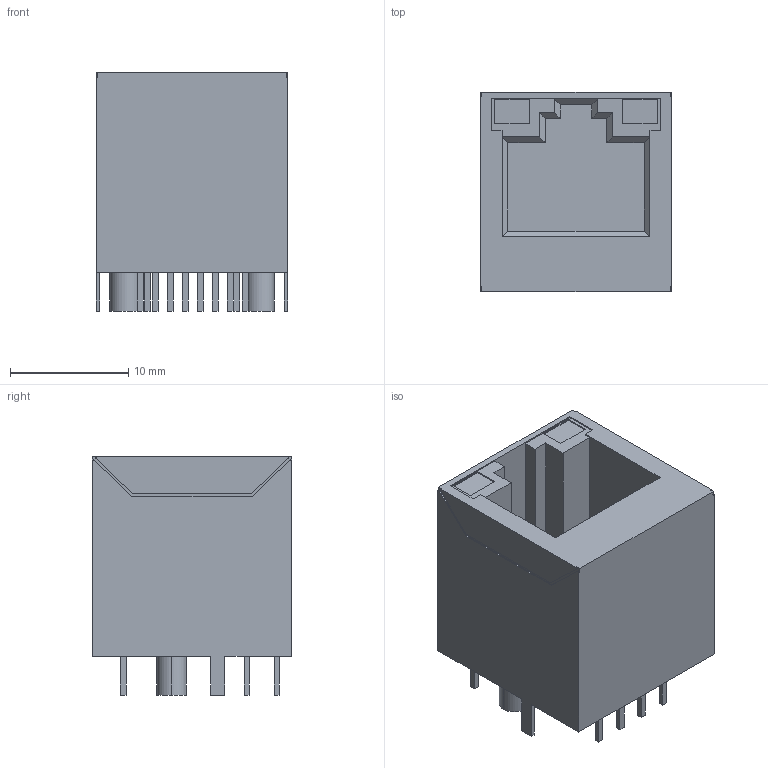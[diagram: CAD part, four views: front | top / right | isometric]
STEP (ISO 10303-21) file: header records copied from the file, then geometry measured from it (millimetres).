
FILE_DESCRIPTION (( 'STEP AP214' ), '1' );
FILE_NAME ('HY951180A_RJ45.STEP', '2021-07-05T08:14:20', ( '' ), ( '' ), 'SwSTEP 2.0', 'SolidWorks 2020', '' );
FILE_SCHEMA (( 'AUTOMOTIVE_DESIGN' ));
Length unit declared in the file: millimetre
Products named in the file (1): HY951180A_RJ45
Bounding box: 16.2 x 16.9 x 20.2 mm (x, y, z)
Volume: 3439.4 mm3; surface area: 2291.5 mm2
Topology: 1 solids, 1 shells, 151 faces, 384 edges, 252 vertices
Faces by surface type: plane 133, cylinder 18
Entity records: 4886 total; most frequent: CARTESIAN_POINT 788, ORIENTED_EDGE 768, DIRECTION 724, EDGE_CURVE 384, VECTOR 348, LINE 348, VERTEX_POINT 252, AXIS2_PLACEMENT_3D 188
